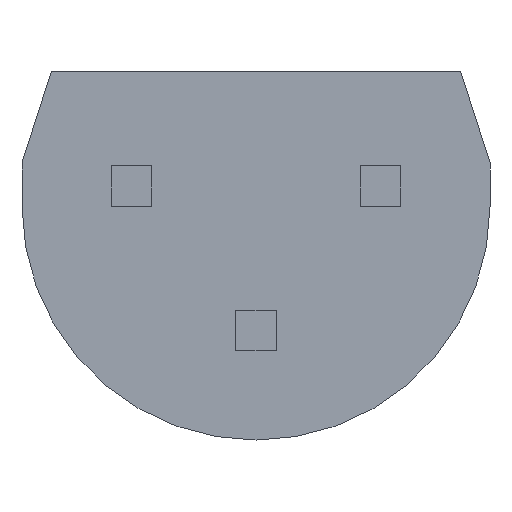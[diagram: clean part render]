
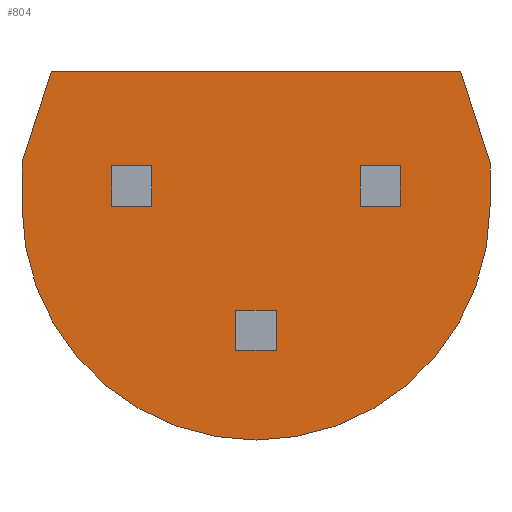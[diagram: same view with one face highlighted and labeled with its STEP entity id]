
A CAD part, front view. The second image highlights one B-rep face of the part: STEP entity #804.
In plain terms, the highlighted planar face has unit normal (0, -1, 0).
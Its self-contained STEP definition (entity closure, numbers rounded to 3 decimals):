
#554 = CARTESIAN_POINT ( 'NONE',  ( -2.39, 2., 0.76 ) ) ;
#555 = VERTEX_POINT ( 'NONE', #554 ) ;
#556 = CARTESIAN_POINT ( 'NONE',  ( -2.39, 2., 1.2 ) ) ;
#557 = VERTEX_POINT ( 'NONE', #556 ) ;
#558 = CARTESIAN_POINT ( 'NONE',  ( -2.39, 2., 0.76 ) ) ;
#559 = DIRECTION ( 'NONE',  ( 0., 0., 1. ) ) ;
#560 = VECTOR ( 'NONE', #559, 1000. ) ;
#561 = LINE ( 'NONE', #558, #560 ) ;
#562 = EDGE_CURVE ( 'NONE', #555, #557, #561, .T. ) ;
#603 = CARTESIAN_POINT ( 'NONE',  ( 0., 2., -1.63 ) ) ;
#604 = VERTEX_POINT ( 'NONE', #603 ) ;
#611 = CARTESIAN_POINT ( 'NONE',  ( 0., 2., 0.76 ) ) ;
#612 = DIRECTION ( 'NONE',  ( 0., 1., 0. ) ) ;
#613 = DIRECTION ( 'NONE',  ( 0., 0., -1. ) ) ;
#614 = AXIS2_PLACEMENT_3D ( 'NONE', #611, #612, #613 ) ;
#615 = CIRCLE ( 'NONE', #614, 2.39) ;
#616 = EDGE_CURVE ( 'NONE', #604, #555, #615, .T. ) ;
#637 = CARTESIAN_POINT ( 'NONE',  ( 2.39, 2., 0.76 ) ) ;
#638 = VERTEX_POINT ( 'NONE', #637 ) ;
#645 = CARTESIAN_POINT ( 'NONE',  ( 0., 2., 0.76 ) ) ;
#646 = DIRECTION ( 'NONE',  ( 0., 1., 0. ) ) ;
#647 = DIRECTION ( 'NONE',  ( 0., 0., -1. ) ) ;
#648 = AXIS2_PLACEMENT_3D ( 'NONE', #645, #646, #647 ) ;
#649 = CIRCLE ( 'NONE', #648, 2.39) ;
#650 = EDGE_CURVE ( 'NONE', #638, #604, #649, .T. ) ;
#660 = CARTESIAN_POINT ( 'NONE',  ( -2.09, 2., 2.13 ) ) ;
#661 = VERTEX_POINT ( 'NONE', #660 ) ;
#662 = CARTESIAN_POINT ( 'NONE',  ( -2.39, 2., 1.2 ) ) ;
#663 = DIRECTION ( 'NONE',  ( 0.307, 0., 0.952 ) ) ;
#664 = VECTOR ( 'NONE', #663, 1000. ) ;
#665 = LINE ( 'NONE', #662, #664 ) ;
#666 = EDGE_CURVE ( 'NONE', #557, #661, #665, .T. ) ;
#691 = CARTESIAN_POINT ( 'NONE',  ( 2.09, 2., 2.13 ) ) ;
#692 = VERTEX_POINT ( 'NONE', #691 ) ;
#693 = CARTESIAN_POINT ( 'NONE',  ( -2.09, 2., 2.13 ) ) ;
#694 = DIRECTION ( 'NONE',  ( 1., 0., 0. ) ) ;
#695 = VECTOR ( 'NONE', #694, 1000. ) ;
#696 = LINE ( 'NONE', #693, #695 ) ;
#697 = EDGE_CURVE ( 'NONE', #661, #692, #696, .T. ) ;
#722 = CARTESIAN_POINT ( 'NONE',  ( 2.39, 2., 1.2 ) ) ;
#723 = VERTEX_POINT ( 'NONE', #722 ) ;
#724 = CARTESIAN_POINT ( 'NONE',  ( 2.09, 2., 2.13 ) ) ;
#725 = DIRECTION ( 'NONE',  ( 0.307, 0., -0.952 ) ) ;
#726 = VECTOR ( 'NONE', #725, 1000. ) ;
#727 = LINE ( 'NONE', #724, #726 ) ;
#728 = EDGE_CURVE ( 'NONE', #692, #723, #727, .T. ) ;
#753 = CARTESIAN_POINT ( 'NONE',  ( 2.39, 2., 1.2 ) ) ;
#754 = DIRECTION ( 'NONE',  ( 0., 0., -1. ) ) ;
#755 = VECTOR ( 'NONE', #754, 1000. ) ;
#756 = LINE ( 'NONE', #753, #755 ) ;
#757 = EDGE_CURVE ( 'NONE', #723, #638, #756, .T. ) ;
#790 = ORIENTED_EDGE ( 'NONE', *, *, #650, .F. ) ;
#791 = ORIENTED_EDGE ( 'NONE', *, *, #757, .F. ) ;
#792 = ORIENTED_EDGE ( 'NONE', *, *, #728, .F. ) ;
#793 = ORIENTED_EDGE ( 'NONE', *, *, #697, .F. ) ;
#794 = ORIENTED_EDGE ( 'NONE', *, *, #666, .F. ) ;
#795 = ORIENTED_EDGE ( 'NONE', *, *, #562, .F. ) ;
#796 = ORIENTED_EDGE ( 'NONE', *, *, #616, .F. ) ;
#797 = EDGE_LOOP ( 'NONE', ( #790, #791, #792, #793, #794, #795, #796 ) ) ;
#798 = FACE_OUTER_BOUND ( 'NONE', #797, .T. ) ;
#799 = CARTESIAN_POINT ( 'NONE',  ( 0., 2., 0.76 ) ) ;
#800 = DIRECTION ( 'NONE',  ( 0., -1., 0. ) ) ;
#801 = DIRECTION ( 'NONE',  ( 0., 0., -1. ) ) ;
#802 = AXIS2_PLACEMENT_3D ( 'NONE', #799, #800, #801 ) ;
#803 = PLANE ( 'NONE', #802 ) ;
#804 = ADVANCED_FACE ( 'NONE', ( #798 ), #803, .T. ) ;
